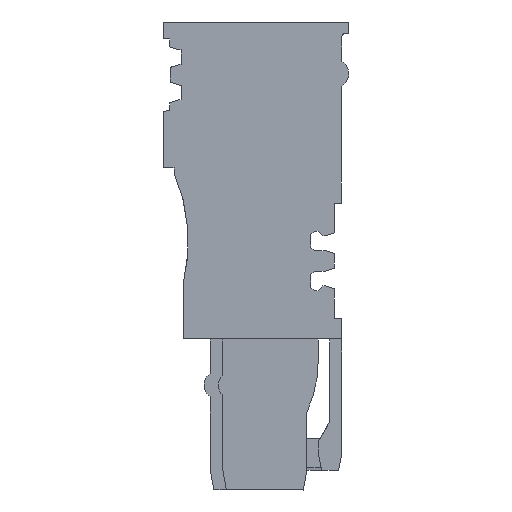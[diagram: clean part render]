
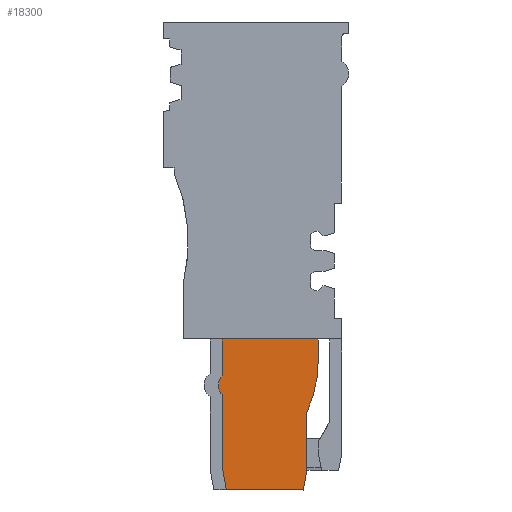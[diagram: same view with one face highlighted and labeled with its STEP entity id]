
A CAD part, left-side view. The second image highlights one B-rep face of the part: STEP entity #18300.
In plain terms, the highlighted planar face has unit normal (-1, 0, 0).
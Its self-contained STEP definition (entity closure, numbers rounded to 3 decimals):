
#18239=AXIS2_PLACEMENT_3D('Plane Axis2P3D',#18236,#18237,#18238) ;
#18243=AXIS2_PLACEMENT_3D('Circle Axis2P3D',#18241,#18242,$) ;
#18285=AXIS2_PLACEMENT_3D('Circle Axis2P3D',#18283,#18284,$) ;
#4512=CARTESIAN_POINT('Line Origine',(0.7,6.825,13.15)) ;
#4516=CARTESIAN_POINT('Vertex',(0.7,2.65,13.15)) ;
#4518=CARTESIAN_POINT('Vertex',(0.7,11.,13.15)) ;
#18029=CARTESIAN_POINT('Vertex',(0.7,11.,9.972)) ;
#18032=CARTESIAN_POINT('Line Origine',(0.7,11.,11.561)) ;
#18217=CARTESIAN_POINT('Line Origine',(0.7,2.65,12.244)) ;
#18221=CARTESIAN_POINT('Vertex',(0.7,2.65,11.337)) ;
#18236=CARTESIAN_POINT('Axis2P3D Location',(0.7,13.686,11.345)) ;
#18241=CARTESIAN_POINT('Axis2P3D Location',(0.7,10.15,9.125)) ;
#18245=CARTESIAN_POINT('Vertex',(0.7,11.,8.278)) ;
#18248=CARTESIAN_POINT('Line Origine',(0.7,11.,5.097)) ;
#18252=CARTESIAN_POINT('Vertex',(0.7,11.,1.916)) ;
#18255=CARTESIAN_POINT('Line Origine',(0.7,10.831,0.958)) ;
#18259=CARTESIAN_POINT('Vertex',(0.7,10.662,0.)) ;
#18262=CARTESIAN_POINT('Line Origine',(0.7,7.306,0.)) ;
#18266=CARTESIAN_POINT('Vertex',(0.7,3.95,0.)) ;
#18269=CARTESIAN_POINT('Line Origine',(0.7,3.8,0.851)) ;
#18273=CARTESIAN_POINT('Vertex',(0.7,3.65,1.701)) ;
#18276=CARTESIAN_POINT('Line Origine',(0.7,3.65,4.228)) ;
#18280=CARTESIAN_POINT('Vertex',(0.7,3.65,6.755)) ;
#18283=CARTESIAN_POINT('Axis2P3D Location',(0.7,13.686,11.345)) ;
#4513=DIRECTION('Vector Direction',(0.,1.,0.)) ;
#18033=DIRECTION('Vector Direction',(0.,0.,-1.)) ;
#18218=DIRECTION('Vector Direction',(0.,0.,-1.)) ;
#18237=DIRECTION('Axis2P3D Direction',(1.,0.,0.)) ;
#18238=DIRECTION('Axis2P3D XDirection',(0.,0.,-1.)) ;
#18242=DIRECTION('Axis2P3D Direction',(1.,0.,0.)) ;
#18249=DIRECTION('Vector Direction',(0.,0.,-1.)) ;
#18256=DIRECTION('Vector Direction',(0.,-0.174,-0.985)) ;
#18263=DIRECTION('Vector Direction',(0.,1.,0.)) ;
#18270=DIRECTION('Vector Direction',(0.,0.174,-0.985)) ;
#18277=DIRECTION('Vector Direction',(0.,0.,-1.)) ;
#18284=DIRECTION('Axis2P3D Direction',(1.,0.,0.)) ;
#4514=VECTOR('Line Direction',#4513,1.) ;
#18034=VECTOR('Line Direction',#18033,1.) ;
#18219=VECTOR('Line Direction',#18218,1.) ;
#18250=VECTOR('Line Direction',#18249,1.) ;
#18257=VECTOR('Line Direction',#18256,1.) ;
#18264=VECTOR('Line Direction',#18263,1.) ;
#18271=VECTOR('Line Direction',#18270,1.) ;
#18278=VECTOR('Line Direction',#18277,1.) ;
#18289=ORIENTED_EDGE('',*,*,#18036,.T.) ;
#18290=ORIENTED_EDGE('',*,*,#18247,.F.) ;
#18291=ORIENTED_EDGE('',*,*,#18254,.T.) ;
#18292=ORIENTED_EDGE('',*,*,#18261,.T.) ;
#18293=ORIENTED_EDGE('',*,*,#18268,.F.) ;
#18294=ORIENTED_EDGE('',*,*,#18275,.F.) ;
#18295=ORIENTED_EDGE('',*,*,#18282,.F.) ;
#18296=ORIENTED_EDGE('',*,*,#18287,.F.) ;
#18297=ORIENTED_EDGE('',*,*,#18223,.F.) ;
#18298=ORIENTED_EDGE('',*,*,#4520,.T.) ;
#18300=ADVANCED_FACE('V1',(#18299),#18240,.F.) ;
#18244=CIRCLE('generated circle',#18243,1.2) ;
#18286=CIRCLE('generated circle',#18285,11.036) ;
#4520=EDGE_CURVE('',#4517,#4519,#4515,.T.) ;
#18036=EDGE_CURVE('',#4519,#18030,#18035,.T.) ;
#18223=EDGE_CURVE('',#4517,#18222,#18220,.T.) ;
#18247=EDGE_CURVE('',#18246,#18030,#18244,.T.) ;
#18254=EDGE_CURVE('',#18246,#18253,#18251,.T.) ;
#18261=EDGE_CURVE('',#18253,#18260,#18258,.T.) ;
#18268=EDGE_CURVE('',#18267,#18260,#18265,.T.) ;
#18275=EDGE_CURVE('',#18274,#18267,#18272,.T.) ;
#18282=EDGE_CURVE('',#18281,#18274,#18279,.T.) ;
#18287=EDGE_CURVE('',#18222,#18281,#18286,.T.) ;
#18288=EDGE_LOOP('',(#18289,#18290,#18291,#18292,#18293,#18294,#18295,#18296,#18297,#18298)) ;
#18299=FACE_OUTER_BOUND('',#18288,.T.) ;
#4515=LINE('Line',#4512,#4514) ;
#18035=LINE('Line',#18032,#18034) ;
#18220=LINE('Line',#18217,#18219) ;
#18251=LINE('Line',#18248,#18250) ;
#18258=LINE('Line',#18255,#18257) ;
#18265=LINE('Line',#18262,#18264) ;
#18272=LINE('Line',#18269,#18271) ;
#18279=LINE('Line',#18276,#18278) ;
#18240=PLANE('',#18239) ;
#4517=VERTEX_POINT('',#4516) ;
#4519=VERTEX_POINT('',#4518) ;
#18030=VERTEX_POINT('',#18029) ;
#18222=VERTEX_POINT('',#18221) ;
#18246=VERTEX_POINT('',#18245) ;
#18253=VERTEX_POINT('',#18252) ;
#18260=VERTEX_POINT('',#18259) ;
#18267=VERTEX_POINT('',#18266) ;
#18274=VERTEX_POINT('',#18273) ;
#18281=VERTEX_POINT('',#18280) ;
